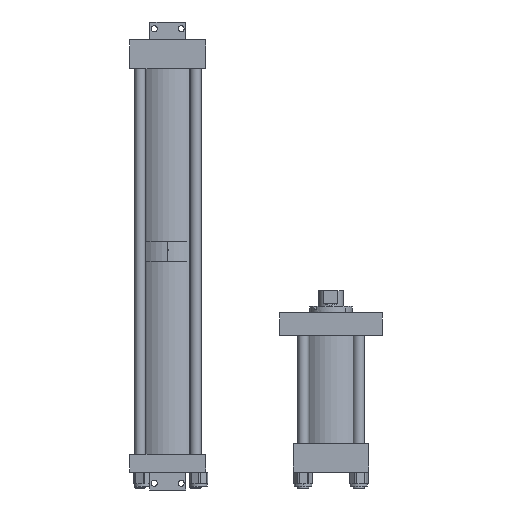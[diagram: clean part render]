
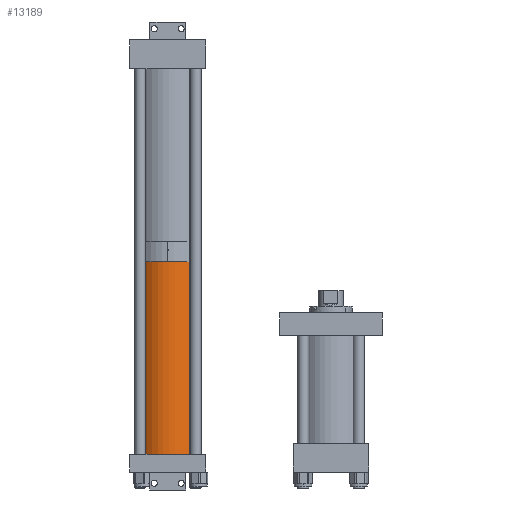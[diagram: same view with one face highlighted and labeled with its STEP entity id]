
A CAD part, front view. The second image highlights one B-rep face of the part: STEP entity #13189.
In plain terms, the highlighted cylindrical face has radius 47.625 mm (diameter 95.25 mm), a partial arc.
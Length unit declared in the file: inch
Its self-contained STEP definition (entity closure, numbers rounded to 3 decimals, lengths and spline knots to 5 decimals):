
#261 = VERTEX_POINT ( 'NONE', #5619 ) ;
#369 = DIRECTION ( 'NONE',  ( -1., 0., 0. ) ) ;
#939 = EDGE_CURVE ( 'NONE', #261, #3790, #7464, .T. ) ;
#1120 = VECTOR ( 'NONE', #4668, 39.37008 ) ;
#1182 = VERTEX_POINT ( 'NONE', #1848 ) ;
#1848 = CARTESIAN_POINT ( 'NONE',  ( 0., 0., -1.875 ) ) ;
#2068 = DIRECTION ( 'NONE',  ( 1., 0., 0. ) ) ;
#2695 = LINE ( 'NONE', #11327, #1120 ) ;
#2759 = CARTESIAN_POINT ( 'NONE',  ( 10.805, 0., -1.875 ) ) ;
#3790 = VERTEX_POINT ( 'NONE', #5840 ) ;
#4668 = DIRECTION ( 'NONE',  ( -1., 0., 0. ) ) ;
#4741 = AXIS2_PLACEMENT_3D ( 'NONE', #5262, #13822, #7213 ) ;
#5079 = VERTEX_POINT ( 'NONE', #13323 ) ;
#5262 = CARTESIAN_POINT ( 'NONE',  ( 10.805, 0., 0. ) ) ;
#5619 = CARTESIAN_POINT ( 'NONE',  ( 10.805, 0., -1.875 ) ) ;
#5840 = CARTESIAN_POINT ( 'NONE',  ( 10.805, 0., 1.875 ) ) ;
#5845 = AXIS2_PLACEMENT_3D ( 'NONE', #7071, #369, #9054 ) ;
#6215 = ORIENTED_EDGE ( 'NONE', *, *, #12392, .T. ) ;
#6569 = ORIENTED_EDGE ( 'NONE', *, *, #14011, .F. ) ;
#7071 = CARTESIAN_POINT ( 'NONE',  ( 10.805, 0., 0. ) ) ;
#7213 = DIRECTION ( 'NONE',  ( 0., 0., -1. ) ) ;
#7464 = CIRCLE ( 'NONE', #4741, 1.875 ) ;
#8559 = EDGE_CURVE ( 'NONE', #1182, #5079, #14684, .T. ) ;
#8731 = CARTESIAN_POINT ( 'NONE',  ( 0., 0., 0. ) ) ;
#9054 = DIRECTION ( 'NONE',  ( 0., 0., 1. ) ) ;
#9417 = LINE ( 'NONE', #2759, #9903 ) ;
#9903 = VECTOR ( 'NONE', #11390, 39.37008 ) ;
#10019 = ORIENTED_EDGE ( 'NONE', *, *, #8559, .T. ) ;
#10719 = DIRECTION ( 'NONE',  ( 0., 0., -1. ) ) ;
#11327 = CARTESIAN_POINT ( 'NONE',  ( 10.805, 0., 1.875 ) ) ;
#11390 = DIRECTION ( 'NONE',  ( -1., 0., 0. ) ) ;
#12026 = AXIS2_PLACEMENT_3D ( 'NONE', #8731, #2068, #10719 ) ;
#12130 = ORIENTED_EDGE ( 'NONE', *, *, #939, .F. ) ;
#12392 = EDGE_CURVE ( 'NONE', #261, #1182, #9417, .T. ) ;
#12496 = FACE_OUTER_BOUND ( 'NONE', #14591, .T. ) ;
#13189 = ADVANCED_FACE ( 'NONE', ( #12496 ), #13690, .T. ) ;
#13323 = CARTESIAN_POINT ( 'NONE',  ( 0., 0., 1.875 ) ) ;
#13690 = CYLINDRICAL_SURFACE ( 'NONE', #5845, 1.875 ) ;
#13822 = DIRECTION ( 'NONE',  ( 1., 0., 0. ) ) ;
#14011 = EDGE_CURVE ( 'NONE', #3790, #5079, #2695, .T. ) ;
#14591 = EDGE_LOOP ( 'NONE', ( #12130, #6215, #10019, #6569 ) ) ;
#14684 = CIRCLE ( 'NONE', #12026, 1.875 ) ;
